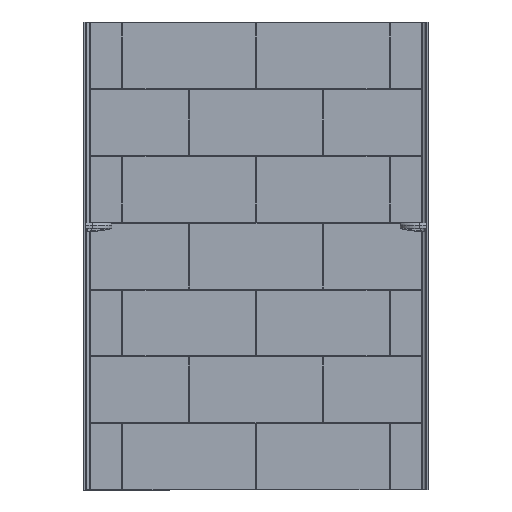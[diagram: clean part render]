
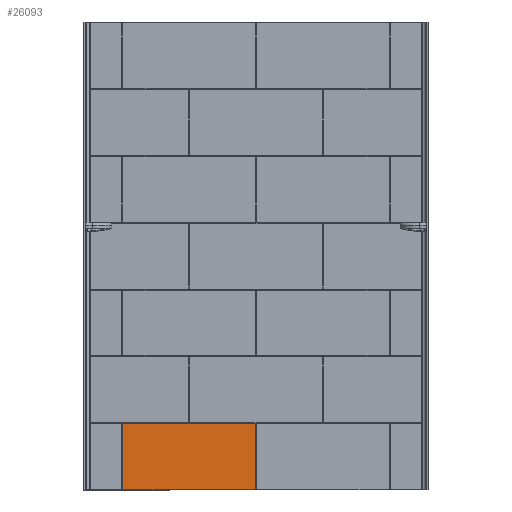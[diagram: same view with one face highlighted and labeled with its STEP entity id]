
A CAD part, top view. The second image highlights one B-rep face of the part: STEP entity #26093.
In plain terms, the highlighted planar face has unit normal (0, 0, 1).
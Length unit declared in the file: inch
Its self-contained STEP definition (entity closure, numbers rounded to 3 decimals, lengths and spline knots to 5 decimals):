
#1870 = CARTESIAN_POINT ( 'NONE',  ( 36.09277, -23.9151, 0.1875 ) ) ;
#3590 = DIRECTION ( 'NONE',  ( 0., -1., 0. ) ) ;
#6049 = B_SPLINE_CURVE_WITH_KNOTS ( 'NONE', 3,
 ( #17435, #34771, #1870, #39105, #56789, #6948, #55727, #39465, #17787, #24274, #6242, #23922, #61850, #61507, #12375, #56070, #50666, #68018 ),
 .UNSPECIFIED., .F., .F.,
 ( 4, 2, 2, 2, 2, 2, 2, 2, 4 ),
 ( 0., 0.16923, 0.33333, 0.4359, 0.5, 0.5641, 0.66667, 0.83077, 1. ),
 .UNSPECIFIED. ) ;
#6242 = CARTESIAN_POINT ( 'NONE',  ( 36.08718, -23.9119, 0.1875 ) ) ;
#6392 = CARTESIAN_POINT ( 'NONE',  ( 0., 0., 0.1875 ) ) ;
#6948 = CARTESIAN_POINT ( 'NONE',  ( 36.08919, -23.91366, 0.1875 ) ) ;
#10091 = CARTESIAN_POINT ( 'NONE',  ( 36.08556, -0.09055, 0.1875 ) ) ;
#10356 = VERTEX_POINT ( 'NONE', #59679 ) ;
#10929 = ORIENTED_EDGE ( 'NONE', *, *, #63202, .F. ) ;
#11909 = CARTESIAN_POINT ( 'NONE',  ( 36.0945, -0.08478, 0.1875 ) ) ;
#12375 = CARTESIAN_POINT ( 'NONE',  ( 36.08535, -23.90887, 0.1875 ) ) ;
#13915 = ORIENTED_EDGE ( 'NONE', *, *, #35485, .F. ) ;
#14667 = EDGE_LOOP ( 'NONE', ( #49362, #18800, #56840, #13915, #20695, #10929 ) ) ;
#17435 = CARTESIAN_POINT ( 'NONE',  ( 36.0945, -23.91522, 0.1875 ) ) ;
#17787 = CARTESIAN_POINT ( 'NONE',  ( 36.08786, -23.9126, 0.1875 ) ) ;
#18553 = CARTESIAN_POINT ( 'NONE',  ( 36.08478, -23.9055, 0.1875 ) ) ;
#18800 = ORIENTED_EDGE ( 'NONE', *, *, #59983, .F. ) ;
#20695 = ORIENTED_EDGE ( 'NONE', *, *, #70621, .T. ) ;
#20903 = CARTESIAN_POINT ( 'NONE',  ( 47.96201, -0.08478, 0.1875 ) ) ;
#21623 = CARTESIAN_POINT ( 'NONE',  ( 36.08813, -0.08697, 0.1875 ) ) ;
#22074 = LINE ( 'NONE', #43391, #49284 ) ;
#23922 = CARTESIAN_POINT ( 'NONE',  ( 36.08664, -23.91124, 0.1875 ) ) ;
#24274 = CARTESIAN_POINT ( 'NONE',  ( 36.0874, -23.91214, 0.1875 ) ) ;
#25575 = VERTEX_POINT ( 'NONE', #11909 ) ;
#26093 = ADVANCED_FACE ( 'NONE', ( #33507 ), #71116, .T. ) ;
#27294 = VERTEX_POINT ( 'NONE', #20903 ) ;
#27368 = DIRECTION ( 'NONE',  ( 1., 0., 0. ) ) ;
#27404 = CARTESIAN_POINT ( 'NONE',  ( 36.09279, -0.08478, 0.1875 ) ) ;
#28199 = DIRECTION ( 'NONE',  ( 0., -1., 0. ) ) ;
#32049 = CARTESIAN_POINT ( 'NONE',  ( 36.0945, -23.91522, 0.1875 ) ) ;
#32247 = LINE ( 'NONE', #32607, #54153 ) ;
#32607 = CARTESIAN_POINT ( 'NONE',  ( 0., -0.08478, 0.1875 ) ) ;
#33507 = FACE_OUTER_BOUND ( 'NONE', #14667, .T. ) ;
#34699 = EDGE_CURVE ( 'NONE', #64669, #41471, #22074, .T. ) ;
#34771 = CARTESIAN_POINT ( 'NONE',  ( 36.09364, -23.91522, 0.1875 ) ) ;
#35485 = EDGE_CURVE ( 'NONE', #27294, #10356, #53098, .T. ) ;
#38014 = DIRECTION ( 'NONE',  ( -1., 0., 0. ) ) ;
#38872 = CARTESIAN_POINT ( 'NONE',  ( 36.08478, -0.0945, 0.1875 ) ) ;
#39105 = CARTESIAN_POINT ( 'NONE',  ( 36.09114, -23.91465, 0.1875 ) ) ;
#39465 = CARTESIAN_POINT ( 'NONE',  ( 36.0881, -23.91282, 0.1875 ) ) ;
#41471 = VERTEX_POINT ( 'NONE', #18553 ) ;
#43207 = DIRECTION ( 'NONE',  ( 1., 0., 0. ) ) ;
#43391 = CARTESIAN_POINT ( 'NONE',  ( 36.08478, 0., 0.1875 ) ) ;
#43654 = CARTESIAN_POINT ( 'NONE',  ( 36.09106, -0.08525, 0.1875 ) ) ;
#44330 = DIRECTION ( 'NONE',  ( 0., 0., 1. ) ) ;
#48733 = CARTESIAN_POINT ( 'NONE',  ( 36.08478, -0.09385, 0.1875 ) ) ;
#48924 = EDGE_CURVE ( 'NONE', #64490, #10356, #65617, .T. ) ;
#49284 = VECTOR ( 'NONE', #28199, 39.37008 ) ;
#49362 = ORIENTED_EDGE ( 'NONE', *, *, #34699, .T. ) ;
#49441 = CARTESIAN_POINT ( 'NONE',  ( 36.0945, -0.08478, 0.1875 ) ) ;
#50428 = B_SPLINE_CURVE_WITH_KNOTS ( 'NONE', 3,
 ( #64993, #48733, #54506, #60984, #10091, #60635, #21623, #43654, #27404, #49441 ),
 .UNSPECIFIED., .F., .F.,
 ( 4, 2, 2, 2, 4 ),
 ( 0., 0.12821, 0.33333, 0.66154, 1. ),
 .UNSPECIFIED. ) ;
#50666 = CARTESIAN_POINT ( 'NONE',  ( 36.08478, -23.90636, 0.1875 ) ) ;
#53098 = LINE ( 'NONE', #64995, #55057 ) ;
#54153 = VECTOR ( 'NONE', #38014, 39.37008 ) ;
#54506 = CARTESIAN_POINT ( 'NONE',  ( 36.08485, -0.09319, 0.1875 ) ) ;
#55057 = VECTOR ( 'NONE', #3590, 39.37008 ) ;
#55727 = CARTESIAN_POINT ( 'NONE',  ( 36.08876, -23.91336, 0.1875 ) ) ;
#56070 = CARTESIAN_POINT ( 'NONE',  ( 36.0849, -23.90723, 0.1875 ) ) ;
#56789 = CARTESIAN_POINT ( 'NONE',  ( 36.09037, -23.91433, 0.1875 ) ) ;
#56840 = ORIENTED_EDGE ( 'NONE', *, *, #48924, .T. ) ;
#59679 = CARTESIAN_POINT ( 'NONE',  ( 47.96201, -23.91522, 0.1875 ) ) ;
#59983 = EDGE_CURVE ( 'NONE', #64490, #41471, #6049, .T. ) ;
#60188 = CARTESIAN_POINT ( 'NONE',  ( 0., -23.91522, 0.1875 ) ) ;
#60635 = CARTESIAN_POINT ( 'NONE',  ( 36.08692, -0.08819, 0.1875 ) ) ;
#60984 = CARTESIAN_POINT ( 'NONE',  ( 36.08519, -0.09153, 0.1875 ) ) ;
#61507 = CARTESIAN_POINT ( 'NONE',  ( 36.08567, -23.90964, 0.1875 ) ) ;
#61850 = CARTESIAN_POINT ( 'NONE',  ( 36.08635, -23.91081, 0.1875 ) ) ;
#62150 = AXIS2_PLACEMENT_3D ( 'NONE', #6392, #44330, #27368 ) ;
#63202 = EDGE_CURVE ( 'NONE', #64669, #25575, #50428, .T. ) ;
#64490 = VERTEX_POINT ( 'NONE', #32049 ) ;
#64669 = VERTEX_POINT ( 'NONE', #38872 ) ;
#64993 = CARTESIAN_POINT ( 'NONE',  ( 36.08478, -0.0945, 0.1875 ) ) ;
#64995 = CARTESIAN_POINT ( 'NONE',  ( 47.96201, 0., 0.1875 ) ) ;
#65008 = VECTOR ( 'NONE', #43207, 39.37008 ) ;
#65617 = LINE ( 'NONE', #60188, #65008 ) ;
#68018 = CARTESIAN_POINT ( 'NONE',  ( 36.08478, -23.9055, 0.1875 ) ) ;
#70621 = EDGE_CURVE ( 'NONE', #27294, #25575, #32247, .T. ) ;
#71116 = PLANE ( 'NONE',  #62150 ) ;
